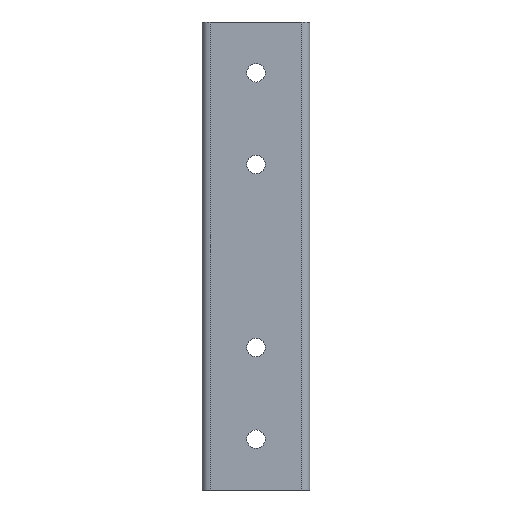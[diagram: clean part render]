
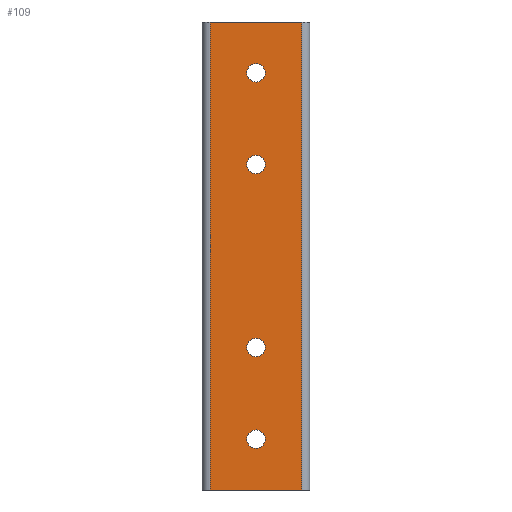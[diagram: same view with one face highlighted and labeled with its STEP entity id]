
A CAD part, front view. The second image highlights one B-rep face of the part: STEP entity #109.
In plain terms, the highlighted planar face has unit normal (0, -1, 0).
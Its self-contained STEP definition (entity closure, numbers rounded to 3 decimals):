
#4 = CARTESIAN_POINT ( 'NONE',  ( 0., -2., -40.5 ) ) ;
#20 = DIRECTION ( 'NONE',  ( 0., 0., -1. ) ) ;
#29 = CARTESIAN_POINT ( 'NONE',  ( -22.5, -2., 115. ) ) ;
#33 = CARTESIAN_POINT ( 'NONE',  ( 0., -2., 40.5 ) ) ;
#45 = CARTESIAN_POINT ( 'NONE',  ( 0., -2., -94.5 ) ) ;
#62 = DIRECTION ( 'NONE',  ( 0., 0., -1. ) ) ;
#64 = CARTESIAN_POINT ( 'NONE',  ( 0., -2., 49.5 ) ) ;
#66 = DIRECTION ( 'NONE',  ( 1., 0., 0. ) ) ;
#109 = ADVANCED_FACE ( 'NONE', ( #450, #429, #458, #436, #442 ), #647, .F. ) ;
#126 = CARTESIAN_POINT ( 'NONE',  ( -24.5, -2., -115. ) ) ;
#127 = DIRECTION ( 'NONE',  ( 0., -1., 0. ) ) ;
#131 = EDGE_CURVE ( 'NONE', #785, #317, #413, .T. ) ;
#138 = CARTESIAN_POINT ( 'NONE',  ( 0., -2., -45. ) ) ;
#148 = CIRCLE ( 'NONE', #898, 4.5 ) ;
#152 = VECTOR ( 'NONE', #66, 1000. ) ;
#172 = LINE ( 'NONE', #126, #152 ) ;
#196 = DIRECTION ( 'NONE',  ( 0., 0., -1. ) ) ;
#206 = DIRECTION ( 'NONE',  ( 0., -1., 0. ) ) ;
#207 = AXIS2_PLACEMENT_3D ( 'NONE', #793, #781, #798 ) ;
#209 = CARTESIAN_POINT ( 'NONE',  ( 0., -2., 45. ) ) ;
#217 = EDGE_CURVE ( 'NONE', #412, #667, #341, .T. ) ;
#218 = VECTOR ( 'NONE', #309, 1000. ) ;
#222 = LINE ( 'NONE', #375, #218 ) ;
#240 = VECTOR ( 'NONE', #441, 1000. ) ;
#243 = LINE ( 'NONE', #497, #240 ) ;
#248 = DIRECTION ( 'NONE',  ( 0., -1., 0. ) ) ;
#253 = CIRCLE ( 'NONE', #922, 4.5 ) ;
#258 = CARTESIAN_POINT ( 'NONE',  ( 0., -2., -49.5 ) ) ;
#259 = EDGE_CURVE ( 'NONE', #667, #412, #332, .T. ) ;
#264 = DIRECTION ( 'NONE',  ( 0., 0., -1. ) ) ;
#267 = EDGE_CURVE ( 'NONE', #699, #635, #329, .T. ) ;
#270 = CARTESIAN_POINT ( 'NONE',  ( 22.5, -2., 115. ) ) ;
#276 = CIRCLE ( 'NONE', #674, 4.5 ) ;
#281 = AXIS2_PLACEMENT_3D ( 'NONE', #377, #371, #366 ) ;
#287 = EDGE_CURVE ( 'NONE', #716, #461, #321, .T. ) ;
#289 = CARTESIAN_POINT ( 'NONE',  ( 0., -2., 94.5 ) ) ;
#298 = CARTESIAN_POINT ( 'NONE',  ( 0., -2., 90. ) ) ;
#305 = CIRCLE ( 'NONE', #773, 4.5 ) ;
#309 = DIRECTION ( 'NONE',  ( 0., 0., -1. ) ) ;
#315 = VECTOR ( 'NONE', #20, 1000. ) ;
#317 = VERTEX_POINT ( 'NONE', #663 ) ;
#321 = LINE ( 'NONE', #29, #315 ) ;
#329 = CIRCLE ( 'NONE', #507, 4.5 ) ;
#332 = CIRCLE ( 'NONE', #856, 4.5 ) ;
#340 = EDGE_CURVE ( 'NONE', #641, #886, #305, .T. ) ;
#341 = CIRCLE ( 'NONE', #281, 4.5 ) ;
#362 = EDGE_CURVE ( 'NONE', #317, #785, #276, .T. ) ;
#366 = DIRECTION ( 'NONE',  ( 0., 0., -1. ) ) ;
#371 = DIRECTION ( 'NONE',  ( 0., -1., 0. ) ) ;
#375 = CARTESIAN_POINT ( 'NONE',  ( 22.5, -2., 115. ) ) ;
#377 = CARTESIAN_POINT ( 'NONE',  ( 0., -2., 45. ) ) ;
#383 = CARTESIAN_POINT ( 'NONE',  ( 0., -2., -90. ) ) ;
#389 = DIRECTION ( 'NONE',  ( 0., 0., -1. ) ) ;
#407 = EDGE_CURVE ( 'NONE', #635, #699, #253, .T. ) ;
#412 = VERTEX_POINT ( 'NONE', #64 ) ;
#413 = CIRCLE ( 'NONE', #207, 4.5 ) ;
#428 = DIRECTION ( 'NONE',  ( 0., -1., 0. ) ) ;
#429 = FACE_BOUND ( 'NONE', #599, .T. ) ;
#431 = CARTESIAN_POINT ( 'NONE',  ( 22.5, -2., -115. ) ) ;
#436 = FACE_BOUND ( 'NONE', #692, .T. ) ;
#437 = EDGE_CURVE ( 'NONE', #716, #539, #243, .T. ) ;
#441 = DIRECTION ( 'NONE',  ( 1., 0., 0. ) ) ;
#442 = FACE_OUTER_BOUND ( 'NONE', #615, .T. ) ;
#450 = FACE_BOUND ( 'NONE', #619, .T. ) ;
#458 = FACE_BOUND ( 'NONE', #610, .T. ) ;
#461 = VERTEX_POINT ( 'NONE', #527 ) ;
#487 = ORIENTED_EDGE ( 'NONE', *, *, #835, .T. ) ;
#497 = CARTESIAN_POINT ( 'NONE',  ( -24.5, -2., 115. ) ) ;
#507 = AXIS2_PLACEMENT_3D ( 'NONE', #138, #127, #62 ) ;
#524 = CARTESIAN_POINT ( 'NONE',  ( 0., -2., -85.5 ) ) ;
#526 = EDGE_CURVE ( 'NONE', #539, #758, #222, .T. ) ;
#527 = CARTESIAN_POINT ( 'NONE',  ( -22.5, -2., -115. ) ) ;
#539 = VERTEX_POINT ( 'NONE', #270 ) ;
#586 = DIRECTION ( 'NONE',  ( 0., 0., -1. ) ) ;
#590 = DIRECTION ( 'NONE',  ( 0., -1., 0. ) ) ;
#591 = DIRECTION ( 'NONE',  ( 0., 1., 0. ) ) ;
#592 = CARTESIAN_POINT ( 'NONE',  ( 0., -2., -45. ) ) ;
#599 = EDGE_LOOP ( 'NONE', ( #901, #876 ) ) ;
#601 = CARTESIAN_POINT ( 'NONE',  ( -24.5, -2., 115. ) ) ;
#610 = EDGE_LOOP ( 'NONE', ( #868, #852 ) ) ;
#615 = EDGE_LOOP ( 'NONE', ( #487, #853, #626, #831 ) ) ;
#619 = EDGE_LOOP ( 'NONE', ( #905, #842 ) ) ;
#626 = ORIENTED_EDGE ( 'NONE', *, *, #437, .F. ) ;
#635 = VERTEX_POINT ( 'NONE', #258 ) ;
#641 = VERTEX_POINT ( 'NONE', #524 ) ;
#647 = PLANE ( 'NONE',  #803 ) ;
#648 = DIRECTION ( 'NONE',  ( 0., 0., -1. ) ) ;
#663 = CARTESIAN_POINT ( 'NONE',  ( 0., -2., 85.5 ) ) ;
#667 = VERTEX_POINT ( 'NONE', #33 ) ;
#674 = AXIS2_PLACEMENT_3D ( 'NONE', #298, #248, #264 ) ;
#675 = DIRECTION ( 'NONE',  ( 0., 0., 1. ) ) ;
#692 = EDGE_LOOP ( 'NONE', ( #840, #819 ) ) ;
#699 = VERTEX_POINT ( 'NONE', #4 ) ;
#716 = VERTEX_POINT ( 'NONE', #775 ) ;
#723 = DIRECTION ( 'NONE',  ( 0., -1., 0. ) ) ;
#758 = VERTEX_POINT ( 'NONE', #431 ) ;
#773 = AXIS2_PLACEMENT_3D ( 'NONE', #383, #428, #389 ) ;
#775 = CARTESIAN_POINT ( 'NONE',  ( -22.5, -2., 115. ) ) ;
#781 = DIRECTION ( 'NONE',  ( 0., -1., 0. ) ) ;
#785 = VERTEX_POINT ( 'NONE', #289 ) ;
#793 = CARTESIAN_POINT ( 'NONE',  ( 0., -2., 90. ) ) ;
#798 = DIRECTION ( 'NONE',  ( 0., 0., -1. ) ) ;
#803 = AXIS2_PLACEMENT_3D ( 'NONE', #601, #591, #675 ) ;
#819 = ORIENTED_EDGE ( 'NONE', *, *, #340, .F. ) ;
#821 = CARTESIAN_POINT ( 'NONE',  ( 0., -2., -90. ) ) ;
#831 = ORIENTED_EDGE ( 'NONE', *, *, #287, .T. ) ;
#835 = EDGE_CURVE ( 'NONE', #461, #758, #172, .T. ) ;
#840 = ORIENTED_EDGE ( 'NONE', *, *, #921, .F. ) ;
#842 = ORIENTED_EDGE ( 'NONE', *, *, #131, .F. ) ;
#852 = ORIENTED_EDGE ( 'NONE', *, *, #267, .F. ) ;
#853 = ORIENTED_EDGE ( 'NONE', *, *, #526, .F. ) ;
#856 = AXIS2_PLACEMENT_3D ( 'NONE', #209, #206, #196 ) ;
#868 = ORIENTED_EDGE ( 'NONE', *, *, #407, .F. ) ;
#876 = ORIENTED_EDGE ( 'NONE', *, *, #217, .F. ) ;
#886 = VERTEX_POINT ( 'NONE', #45 ) ;
#898 = AXIS2_PLACEMENT_3D ( 'NONE', #821, #723, #648 ) ;
#901 = ORIENTED_EDGE ( 'NONE', *, *, #259, .F. ) ;
#905 = ORIENTED_EDGE ( 'NONE', *, *, #362, .F. ) ;
#921 = EDGE_CURVE ( 'NONE', #886, #641, #148, .T. ) ;
#922 = AXIS2_PLACEMENT_3D ( 'NONE', #592, #590, #586 ) ;
